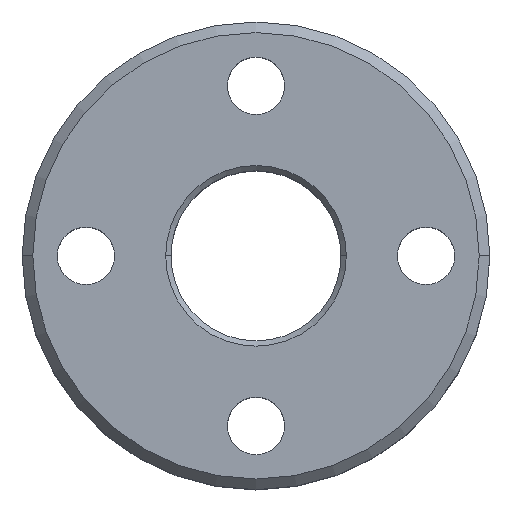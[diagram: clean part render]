
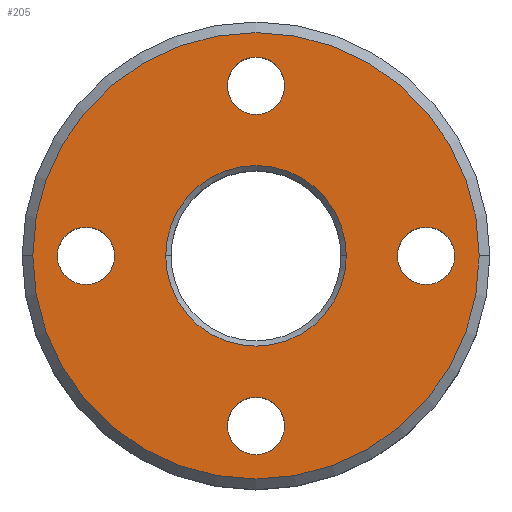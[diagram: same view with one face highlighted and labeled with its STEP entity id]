
A CAD part, top view. The second image highlights one B-rep face of the part: STEP entity #205.
In plain terms, the highlighted planar face has unit normal (0, 0, 1).
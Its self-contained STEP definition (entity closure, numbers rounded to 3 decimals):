
#4 = DIRECTION ( 'NONE',  ( 0., 0., 1. ) ) ;
#42 = DIRECTION ( 'NONE',  ( 1., 0., 0. ) ) ;
#77 = DIRECTION ( 'NONE',  ( 0., 0., 1. ) ) ;
#87 = PLANE ( 'NONE',  #718 ) ;
#89 = CARTESIAN_POINT ( 'NONE',  ( 0., 0., 9.25 ) ) ;
#90 = DIRECTION ( 'NONE',  ( 1., 0., 0. ) ) ;
#149 = CARTESIAN_POINT ( 'NONE',  ( -10.5, 0., 9.25 ) ) ;
#151 = CARTESIAN_POINT ( 'NONE',  ( -6.65, 0., 9.25 ) ) ;
#173 = CARTESIAN_POINT ( 'NONE',  ( -1.35, -8., 9.25 ) ) ;
#177 = CARTESIAN_POINT ( 'NONE',  ( -9.35, 0., 9.25 ) ) ;
#179 = CARTESIAN_POINT ( 'NONE',  ( 9.35, 0., 9.25 ) ) ;
#181 = CARTESIAN_POINT ( 'NONE',  ( 6.65, 0., 9.25 ) ) ;
#182 = CARTESIAN_POINT ( 'NONE',  ( 1.35, -8., 9.25 ) ) ;
#183 = CARTESIAN_POINT ( 'NONE',  ( 1.35, 8., 9.25 ) ) ;
#184 = CARTESIAN_POINT ( 'NONE',  ( 4.25, 0., 9.25 ) ) ;
#186 = CARTESIAN_POINT ( 'NONE',  ( -1.35, 8., 9.25 ) ) ;
#187 = CARTESIAN_POINT ( 'NONE',  ( -4.25, 0., 9.25 ) ) ;
#205 = ADVANCED_FACE ( 'NONE', ( #478, #480, #489, #493, #479, #558 ), #87, .T. ) ;
#206 = CARTESIAN_POINT ( 'NONE',  ( 0., -8., 9.25 ) ) ;
#209 = DIRECTION ( 'NONE',  ( 0., 0., 1. ) ) ;
#210 = DIRECTION ( 'NONE',  ( 1., 0., 0. ) ) ;
#235 = CARTESIAN_POINT ( 'NONE',  ( 0., 0., 9.25 ) ) ;
#237 = DIRECTION ( 'NONE',  ( 0., 0., 1. ) ) ;
#239 = DIRECTION ( 'NONE',  ( 1., 0., 0. ) ) ;
#249 = CARTESIAN_POINT ( 'NONE',  ( 0., 0., 9.25 ) ) ;
#250 = DIRECTION ( 'NONE',  ( 0., 0., 1. ) ) ;
#251 = DIRECTION ( 'NONE',  ( 1., 0., 0. ) ) ;
#252 = CIRCLE ( 'NONE', #638, 1.35 ) ;
#256 = CARTESIAN_POINT ( 'NONE',  ( 0., 0., 9.25 ) ) ;
#257 = CIRCLE ( 'NONE', #639, 4.25 ) ;
#259 = DIRECTION ( 'NONE',  ( 0., 0., -1. ) ) ;
#261 = DIRECTION ( 'NONE',  ( 1., 0., 0. ) ) ;
#268 = CIRCLE ( 'NONE', #645, 1.35 ) ;
#277 = CIRCLE ( 'NONE', #649, 1.35 ) ;
#280 = CIRCLE ( 'NONE', #648, 1.35 ) ;
#284 = CIRCLE ( 'NONE', #656, 1.35 ) ;
#289 = CARTESIAN_POINT ( 'NONE',  ( 0., 8., 9.25 ) ) ;
#290 = DIRECTION ( 'NONE',  ( 0., 0., 1. ) ) ;
#291 = DIRECTION ( 'NONE',  ( 1., 0., 0. ) ) ;
#304 = CARTESIAN_POINT ( 'NONE',  ( 8., 0., 9.25 ) ) ;
#306 = DIRECTION ( 'NONE',  ( 0., 0., 1. ) ) ;
#309 = DIRECTION ( 'NONE',  ( 1., 0., 0. ) ) ;
#324 = CARTESIAN_POINT ( 'NONE',  ( 10.5, 0., 9.25 ) ) ;
#328 = CIRCLE ( 'NONE', #669, 1.35 ) ;
#332 = CIRCLE ( 'NONE', #671, 1.35 ) ;
#351 = CIRCLE ( 'NONE', #673, 4.25 ) ;
#355 = CIRCLE ( 'NONE', #676, 10.5 ) ;
#356 = CIRCLE ( 'NONE', #674, 10.5 ) ;
#363 = CIRCLE ( 'NONE', #680, 1.35 ) ;
#388 = CARTESIAN_POINT ( 'NONE',  ( -8., 0., 9.25 ) ) ;
#389 = DIRECTION ( 'NONE',  ( 0., 0., 1. ) ) ;
#390 = DIRECTION ( 'NONE',  ( 1., 0., 0. ) ) ;
#399 = ORIENTED_EDGE ( 'NONE', *, *, #780, .T. ) ;
#407 = CARTESIAN_POINT ( 'NONE',  ( -8., 0., 9.25 ) ) ;
#409 = DIRECTION ( 'NONE',  ( 0., 0., 1. ) ) ;
#410 = DIRECTION ( 'NONE',  ( 1., 0., 0. ) ) ;
#413 = DIRECTION ( 'NONE',  ( 0., 0., 1. ) ) ;
#415 = ORIENTED_EDGE ( 'NONE', *, *, #832, .F. ) ;
#416 = ORIENTED_EDGE ( 'NONE', *, *, #792, .F. ) ;
#417 = CARTESIAN_POINT ( 'NONE',  ( 8., 0., 9.25 ) ) ;
#419 = DIRECTION ( 'NONE',  ( 1., 0., 0. ) ) ;
#437 = EDGE_LOOP ( 'NONE', ( #416, #415 ) ) ;
#451 = EDGE_LOOP ( 'NONE', ( #485, #616 ) ) ;
#478 = FACE_OUTER_BOUND ( 'NONE', #634, .T. ) ;
#479 = FACE_BOUND ( 'NONE', #597, .T. ) ;
#480 = FACE_BOUND ( 'NONE', #451, .T. ) ;
#485 = ORIENTED_EDGE ( 'NONE', *, *, #837, .T. ) ;
#489 = FACE_BOUND ( 'NONE', #584, .T. ) ;
#493 = FACE_BOUND ( 'NONE', #572, .T. ) ;
#495 = ORIENTED_EDGE ( 'NONE', *, *, #768, .F. ) ;
#523 = ORIENTED_EDGE ( 'NONE', *, *, #797, .F. ) ;
#537 = CARTESIAN_POINT ( 'NONE',  ( 0., 8., 9.25 ) ) ;
#546 = DIRECTION ( 'NONE',  ( 1., 0., 0. ) ) ;
#552 = ORIENTED_EDGE ( 'NONE', *, *, #820, .F. ) ;
#554 = ORIENTED_EDGE ( 'NONE', *, *, #825, .F. ) ;
#558 = FACE_BOUND ( 'NONE', #437, .T. ) ;
#572 = EDGE_LOOP ( 'NONE', ( #614, #495 ) ) ;
#578 = DIRECTION ( 'NONE',  ( 0., 0., 1. ) ) ;
#584 = EDGE_LOOP ( 'NONE', ( #552, #554 ) ) ;
#597 = EDGE_LOOP ( 'NONE', ( #631, #523 ) ) ;
#614 = ORIENTED_EDGE ( 'NONE', *, *, #843, .F. ) ;
#616 = ORIENTED_EDGE ( 'NONE', *, *, #784, .T. ) ;
#631 = ORIENTED_EDGE ( 'NONE', *, *, #828, .F. ) ;
#634 = EDGE_LOOP ( 'NONE', ( #839, #399 ) ) ;
#638 = AXIS2_PLACEMENT_3D ( 'NONE', #815, #4, #42 ) ;
#639 = AXIS2_PLACEMENT_3D ( 'NONE', #641, #642, #646 ) ;
#640 = VERTEX_POINT ( 'NONE', #149 ) ;
#641 = CARTESIAN_POINT ( 'NONE',  ( 0., 0., 9.25 ) ) ;
#642 = DIRECTION ( 'NONE',  ( 0., 0., -1. ) ) ;
#645 = AXIS2_PLACEMENT_3D ( 'NONE', #537, #578, #546 ) ;
#646 = DIRECTION ( 'NONE',  ( 1., 0., 0. ) ) ;
#648 = AXIS2_PLACEMENT_3D ( 'NONE', #417, #413, #419 ) ;
#649 = AXIS2_PLACEMENT_3D ( 'NONE', #407, #409, #410 ) ;
#656 = AXIS2_PLACEMENT_3D ( 'NONE', #388, #389, #390 ) ;
#668 = VERTEX_POINT ( 'NONE', #151 ) ;
#669 = AXIS2_PLACEMENT_3D ( 'NONE', #304, #306, #309 ) ;
#671 = AXIS2_PLACEMENT_3D ( 'NONE', #289, #290, #291 ) ;
#673 = AXIS2_PLACEMENT_3D ( 'NONE', #256, #259, #261 ) ;
#674 = AXIS2_PLACEMENT_3D ( 'NONE', #249, #250, #251 ) ;
#676 = AXIS2_PLACEMENT_3D ( 'NONE', #235, #237, #239 ) ;
#680 = AXIS2_PLACEMENT_3D ( 'NONE', #206, #209, #210 ) ;
#684 = VERTEX_POINT ( 'NONE', #173 ) ;
#702 = VERTEX_POINT ( 'NONE', #177 ) ;
#713 = VERTEX_POINT ( 'NONE', #179 ) ;
#714 = VERTEX_POINT ( 'NONE', #181 ) ;
#717 = VERTEX_POINT ( 'NONE', #182 ) ;
#718 = AXIS2_PLACEMENT_3D ( 'NONE', #89, #77, #90 ) ;
#719 = VERTEX_POINT ( 'NONE', #183 ) ;
#721 = VERTEX_POINT ( 'NONE', #184 ) ;
#731 = VERTEX_POINT ( 'NONE', #186 ) ;
#737 = VERTEX_POINT ( 'NONE', #187 ) ;
#768 = EDGE_CURVE ( 'NONE', #684, #717, #363, .T. ) ;
#780 = EDGE_CURVE ( 'NONE', #808, #640, #355, .T. ) ;
#783 = EDGE_CURVE ( 'NONE', #640, #808, #356, .T. ) ;
#784 = EDGE_CURVE ( 'NONE', #737, #721, #351, .T. ) ;
#792 = EDGE_CURVE ( 'NONE', #719, #731, #332, .T. ) ;
#797 = EDGE_CURVE ( 'NONE', #714, #713, #328, .T. ) ;
#808 = VERTEX_POINT ( 'NONE', #324 ) ;
#815 = CARTESIAN_POINT ( 'NONE',  ( 0., -8., 9.25 ) ) ;
#820 = EDGE_CURVE ( 'NONE', #668, #702, #284, .T. ) ;
#825 = EDGE_CURVE ( 'NONE', #702, #668, #277, .T. ) ;
#828 = EDGE_CURVE ( 'NONE', #713, #714, #280, .T. ) ;
#832 = EDGE_CURVE ( 'NONE', #731, #719, #268, .T. ) ;
#837 = EDGE_CURVE ( 'NONE', #721, #737, #257, .T. ) ;
#839 = ORIENTED_EDGE ( 'NONE', *, *, #783, .T. ) ;
#843 = EDGE_CURVE ( 'NONE', #717, #684, #252, .T. ) ;
